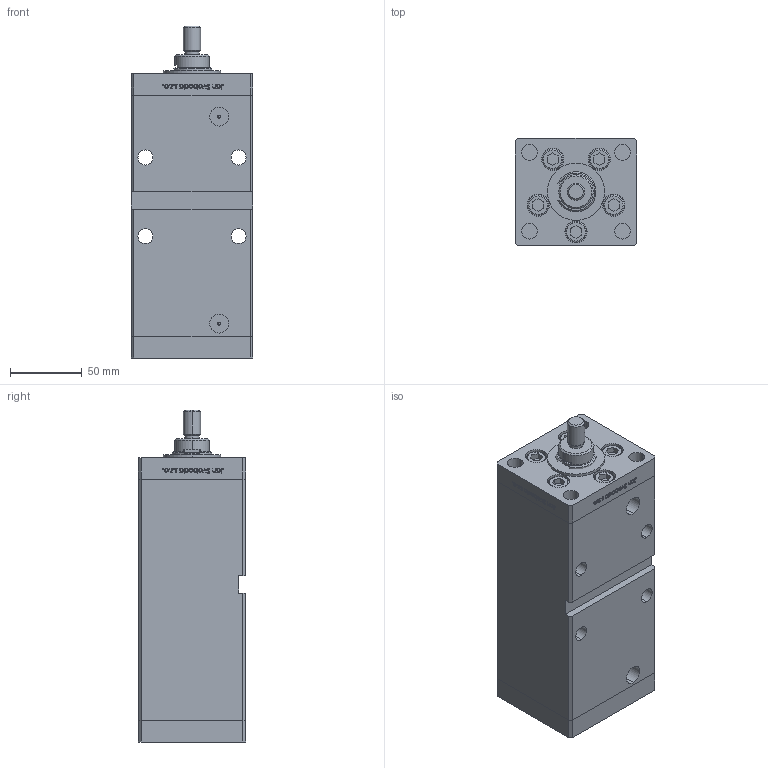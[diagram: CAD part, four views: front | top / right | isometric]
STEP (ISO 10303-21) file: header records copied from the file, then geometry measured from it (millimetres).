
FILE_DESCRIPTION (( 'STEP AP203' ), '1' );
FILE_NAME ('edf1.STEP', '2024-01-09T02:05:37', ( '' ), ( '' ), 'SwSTEP 2.0', 'SolidWorks 2019', '' );
FILE_SCHEMA (( 'CONFIG_CONTROL_DESIGN' ));
Length unit declared in the file: millimetre
Products named in the file (8): V220C_FRONT_E 781c0980ef210530a74ca1b338c4eac8; DFA 781c0980ef210530a74ca1b338c4eac8; V220C BACK_E 781c0980ef210530a74ca1b338c4eac8; edf1; FEMALE_PART_FOR_DFA 781c0980ef210530a74ca1b338c4eac8; ALLEN BOLT 781c0980ef210530a74ca1b338c4eac8; V220C_E MIDDLE 781c0980ef210530a74ca1b338c4eac8; V220C_VC_E 781c0980ef210530a74ca1b338c4eac8
Assembly tree (16 placements, depth 3):
  edf1
    V220C BACK_E 781c0980ef210530a74ca1b338c4eac8
    V220C_E MIDDLE 781c0980ef210530a74ca1b338c4eac8
    V220C_FRONT_E 781c0980ef210530a74ca1b338c4eac8
    ALLEN BOLT 781c0980ef210530a74ca1b338c4eac8  x10
    V220C_VC_E 781c0980ef210530a74ca1b338c4eac8
    DFA 781c0980ef210530a74ca1b338c4eac8
      FEMALE_PART_FOR_DFA 781c0980ef210530a74ca1b338c4eac8
Bounding box: 85 x 75 x 231.8 mm (x, y, z)
Volume: 1085799.5 mm3; surface area: 187275.1 mm2
Topology: 15 solids, 15 shells, 1247 faces, 3123 edges, 2045 vertices
Faces by surface type: plane 487, bspline 484, cylinder 174, cone 58, torus 44
Entity records: 54373 total; most frequent: CARTESIAN_POINT 30609, ORIENTED_EDGE 5414, DIRECTION 3209, EDGE_CURVE 2707, VERTEX_POINT 1793, LINE 1399, VECTOR 1399, EDGE_LOOP 1224
